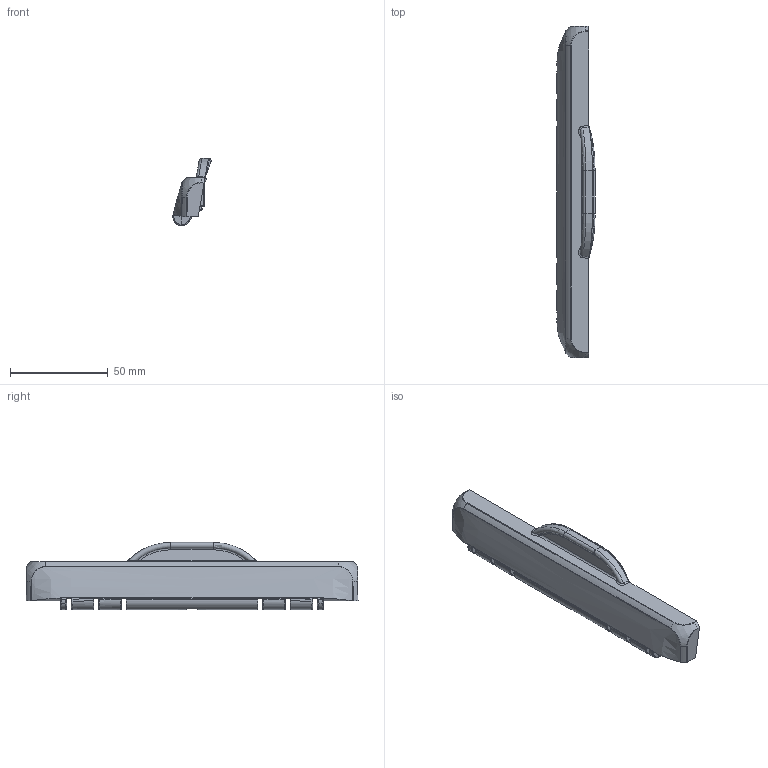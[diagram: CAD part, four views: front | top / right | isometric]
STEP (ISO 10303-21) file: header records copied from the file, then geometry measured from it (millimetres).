
FILE_DESCRIPTION(/* description */ (''),/* implementation_level */ '2;1');
FILE_NAME(/* name */ '96910304.E_B SC HB-E 17 PC-V0 7024.stp',/* time_stamp */ '2014-12-16T08:51:56+01:00',/* author */ ('haertel'),/* organization */ (''),/* preprocessor_version */ 'ST-DEVELOPER v15.6',/* originating_system */ 'Autodesk Inventor 2015',/* authorisation */ '');
FILE_SCHEMA (('AUTOMOTIVE_DESIGN { 1 0 10303 214 3 1 1 }'));
Products named in the file (2): 1010668_3Dsym; 96910304_B SC HB 17 PC-V0 7024
Assembly tree (1 placements, depth 2):
  96910304_B SC HB 17 PC-V0 7024
    1010668_3Dsym
Bounding box: 19.51 x 170 x 34.35 mm (x, y, z)
Volume: 18016.8 mm3; surface area: 16467.9 mm2
Topology: 1 solids, 1 shells, 526 faces, 1371 edges, 847 vertices
Faces by surface type: bspline 181, cylinder 172, plane 157, sphere 10, torus 4, cone 2
Full cylindrical faces by diameter (mm): 4 x2
Entity records: 37699 total; most frequent: CARTESIAN_POINT 25549, ORIENTED_EDGE 2726, DIRECTION 2287, EDGE_CURVE 1363, AXIS2_PLACEMENT_3D 869, VERTEX_POINT 845, LINE 549, VECTOR 549
